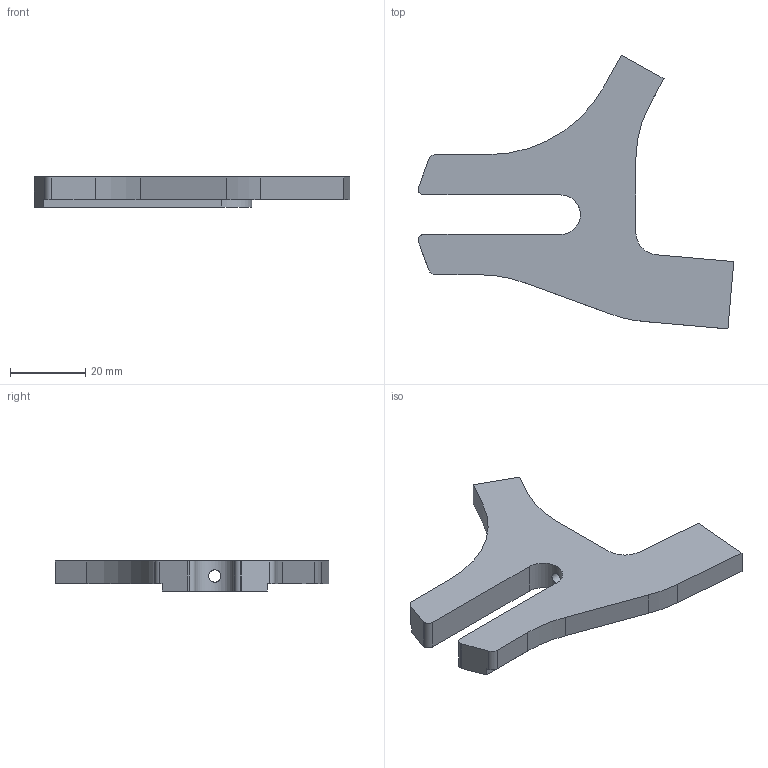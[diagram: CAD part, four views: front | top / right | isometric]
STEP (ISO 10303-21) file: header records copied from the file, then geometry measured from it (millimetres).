
FILE_DESCRIPTION (( 'STEP AP203' ), '1' );
FILE_NAME ('Dropout_left.STEP', '2023-08-13T10:12:35', ( '' ), ( '' ), 'SwSTEP 2.0', 'SolidWorks 2020', '' );
FILE_SCHEMA (( 'CONFIG_CONTROL_DESIGN' ));
Length unit declared in the file: millimetre
Products named in the file (1): Dropout_left
Bounding box: 84.09 x 72.94 x 8 mm (x, y, z)
Volume: 17208.3 mm3; surface area: 7802.1 mm2
Topology: 1 solids, 1 shells, 36 faces, 102 edges, 68 vertices
Faces by surface type: plane 20, cylinder 16
Entity records: 1309 total; most frequent: CARTESIAN_POINT 263, DIRECTION 204, ORIENTED_EDGE 204, EDGE_CURVE 102, LINE 70, VECTOR 70, VERTEX_POINT 68, AXIS2_PLACEMENT_3D 67
